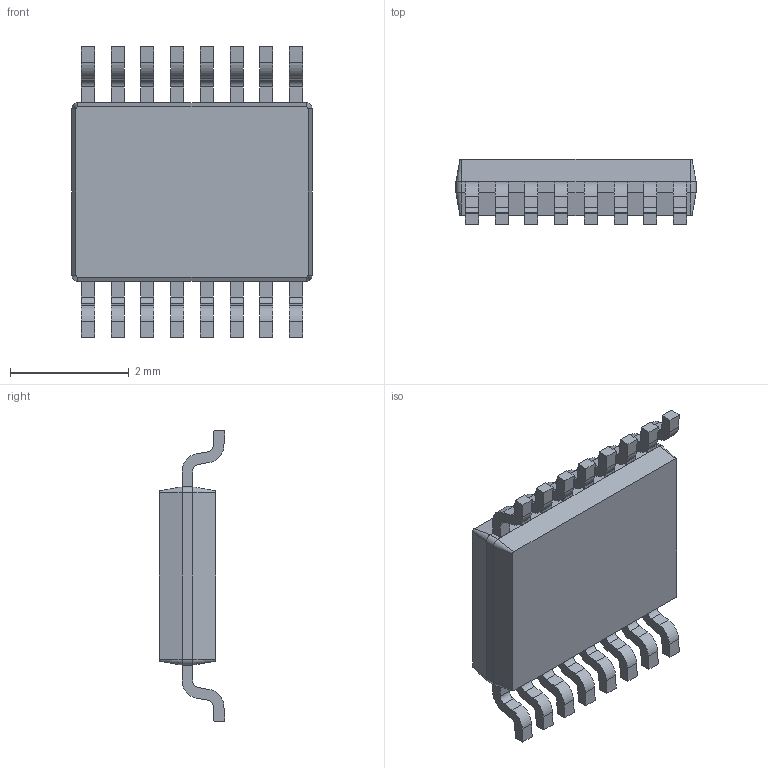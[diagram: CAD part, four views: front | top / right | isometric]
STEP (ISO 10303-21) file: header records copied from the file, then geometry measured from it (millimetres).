
FILE_DESCRIPTION (( 'STEP AP214' ), '1' );
FILE_NAME ('LTC2946HMS#PBF.STEP', '2018-10-19T13:10:35', ( '' ), ( '' ), 'SwSTEP 2.0', 'SolidWorks 2017', '' );
FILE_SCHEMA (( 'AUTOMOTIVE_DESIGN' ));
Length unit declared in the file: millimetre
Products named in the file (1): LTC2946HMS#PBF
Bounding box: 4.04 x 1.1 x 4.9 mm (x, y, z)
Volume: 11.9 mm3; surface area: 53.1 mm2
Topology: 17 solids, 17 shells, 253 faces, 638 edges, 420 vertices
Faces by surface type: plane 175, cylinder 70, cone 8
Entity records: 7730 total; most frequent: CARTESIAN_POINT 1312, DIRECTION 1294, ORIENTED_EDGE 1276, EDGE_CURVE 638, VECTOR 490, LINE 490, VERTEX_POINT 420, AXIS2_PLACEMENT_3D 402
